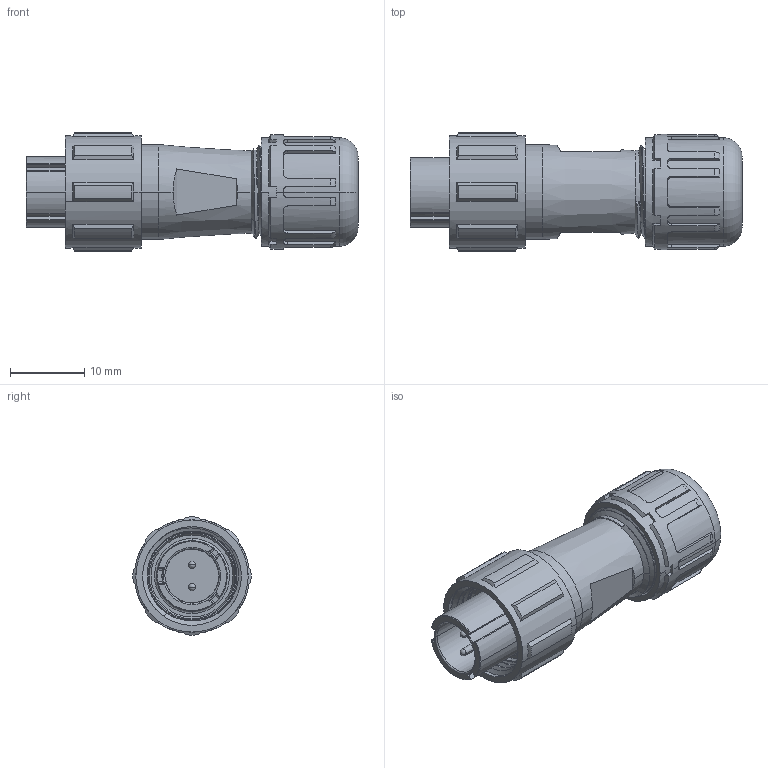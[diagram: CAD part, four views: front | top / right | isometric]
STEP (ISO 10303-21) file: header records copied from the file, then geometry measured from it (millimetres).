
FILE_DESCRIPTION((''),'2;1');
FILE_NAME('SP1110_P3','2020-02-20T',('Administrator'),(''),'CREO PARAMETRIC BY PTC INC, 2016130','CREO PARAMETRIC BY PTC INC, 2016130','');
FILE_SCHEMA(('CONFIG_CONTROL_DESIGN'));
Length unit declared in the file: millimetre
Products named in the file (1): SP1110_P3
Bounding box: 44.7 x 15.9 x 15.89 mm (x, y, z)
Volume: 5179.7 mm3; surface area: 4768.1 mm2
Topology: 1 solids, 1 shells, 388 faces, 1169 edges, 780 vertices
Faces by surface type: cylinder 149, plane 143, cone 33, torus 32, bspline 23, sphere 8
Entity records: 20257 total; most frequent: CARTESIAN_POINT 9982, ORIENTED_EDGE 2322, DIRECTION 1982, EDGE_CURVE 1161, VERTEX_POINT 780, AXIS2_PLACEMENT_3D 769, VECTOR 444, LINE 444
